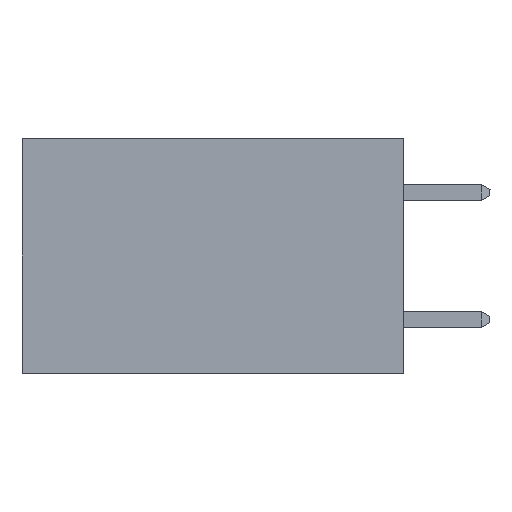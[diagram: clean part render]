
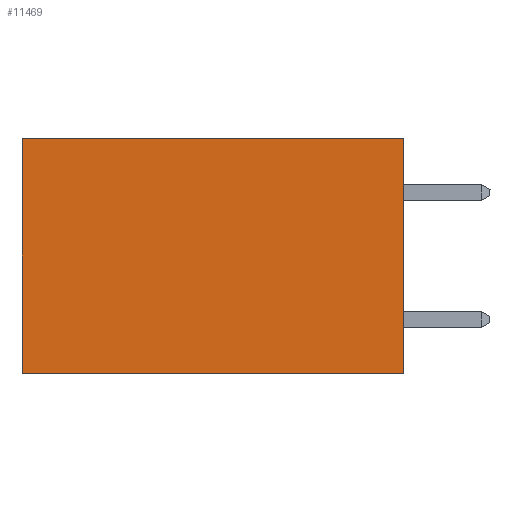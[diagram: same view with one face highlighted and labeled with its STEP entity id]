
A CAD part, left-side view. The second image highlights one B-rep face of the part: STEP entity #11469.
In plain terms, the highlighted planar face has unit normal (-1, 0, 0).
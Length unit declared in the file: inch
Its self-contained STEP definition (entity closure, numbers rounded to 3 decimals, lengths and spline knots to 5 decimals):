
#413 = CARTESIAN_POINT ( 'NONE',  ( 0.2875, 0.6, 0. ) ) ;
#559 = DIRECTION ( 'NONE',  ( 0., 0., -1. ) ) ;
#2186 = LINE ( 'NONE', #8506, #16723 ) ;
#2885 = CARTESIAN_POINT ( 'NONE',  ( 0.2875, 0.6, 0. ) ) ;
#3408 = DIRECTION ( 'NONE',  ( 0., 1., 0. ) ) ;
#3714 = AXIS2_PLACEMENT_3D ( 'NONE', #7145, #3818, #15665 ) ;
#3818 = DIRECTION ( 'NONE',  ( 1., 0., 0. ) ) ;
#4136 = DIRECTION ( 'NONE',  ( 0., 1., 0. ) ) ;
#5975 = LINE ( 'NONE', #14298, #15509 ) ;
#6925 = LINE ( 'NONE', #2885, #19730 ) ;
#7073 = VERTEX_POINT ( 'NONE', #8549 ) ;
#7145 = CARTESIAN_POINT ( 'NONE',  ( 0.2875, 0., 0. ) ) ;
#7923 = DIRECTION ( 'NONE',  ( 0., 0., -1. ) ) ;
#8191 = EDGE_CURVE ( 'NONE', #14447, #7073, #6925, .T. ) ;
#8506 = CARTESIAN_POINT ( 'NONE',  ( 0.2875, 0., -0.37 ) ) ;
#8549 = CARTESIAN_POINT ( 'NONE',  ( 0.2875, 0.6, -0.37 ) ) ;
#9598 = ORIENTED_EDGE ( 'NONE', *, *, #20470, .T. ) ;
#10264 = FACE_OUTER_BOUND ( 'NONE', #14268, .T. ) ;
#11469 = ADVANCED_FACE ( 'NONE', ( #10264 ), #14004, .F. ) ;
#12430 = CARTESIAN_POINT ( 'NONE',  ( 0.2875, 0., 0. ) ) ;
#12549 = EDGE_CURVE ( 'NONE', #20177, #7073, #2186, .T. ) ;
#13005 = VECTOR ( 'NONE', #559, 39.37008 ) ;
#13580 = ORIENTED_EDGE ( 'NONE', *, *, #8191, .T. ) ;
#14004 = PLANE ( 'NONE',  #3714 ) ;
#14268 = EDGE_LOOP ( 'NONE', ( #13580, #19945, #15937, #9598 ) ) ;
#14298 = CARTESIAN_POINT ( 'NONE',  ( 0.2875, 0., 0. ) ) ;
#14447 = VERTEX_POINT ( 'NONE', #413 ) ;
#14515 = EDGE_CURVE ( 'NONE', #17338, #20177, #17900, .T. ) ;
#15509 = VECTOR ( 'NONE', #4136, 39.37008 ) ;
#15665 = DIRECTION ( 'NONE',  ( 0., 0., -1. ) ) ;
#15937 = ORIENTED_EDGE ( 'NONE', *, *, #14515, .F. ) ;
#16386 = CARTESIAN_POINT ( 'NONE',  ( 0.2875, 0., -0.37 ) ) ;
#16723 = VECTOR ( 'NONE', #3408, 39.37008 ) ;
#17338 = VERTEX_POINT ( 'NONE', #20521 ) ;
#17900 = LINE ( 'NONE', #12430, #13005 ) ;
#19730 = VECTOR ( 'NONE', #7923, 39.37008 ) ;
#19945 = ORIENTED_EDGE ( 'NONE', *, *, #12549, .F. ) ;
#20177 = VERTEX_POINT ( 'NONE', #16386 ) ;
#20470 = EDGE_CURVE ( 'NONE', #17338, #14447, #5975, .T. ) ;
#20521 = CARTESIAN_POINT ( 'NONE',  ( 0.2875, 0., 0. ) ) ;
